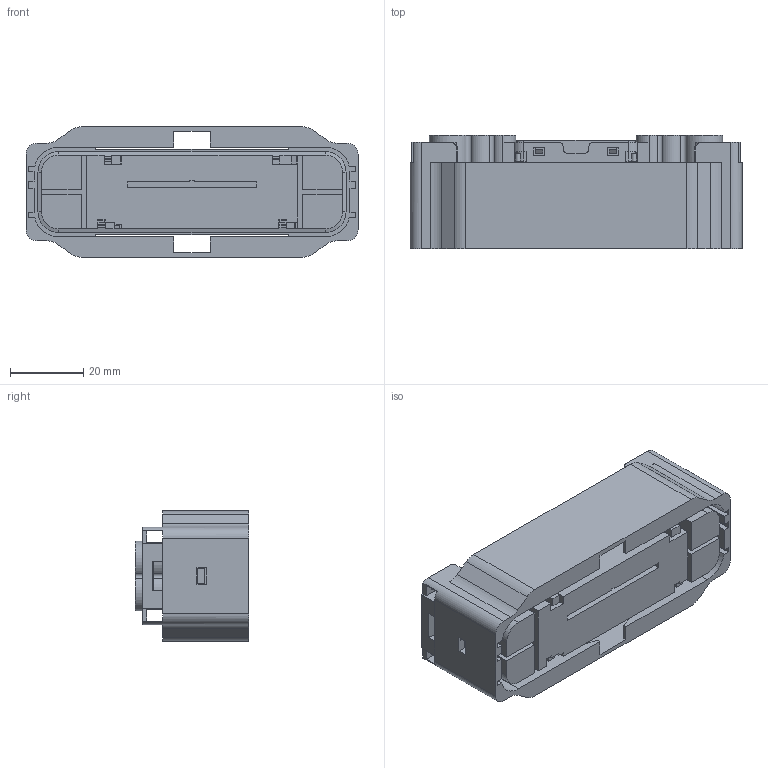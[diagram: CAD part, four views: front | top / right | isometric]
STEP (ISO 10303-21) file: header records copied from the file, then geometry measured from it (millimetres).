
FILE_DESCRIPTION(/* description */ (''),/* implementation_level */ '2;1');
FILE_NAME(/* name */ '35374918-ENV10_01-CONN.stp',/* time_stamp */ '2023-07-12T18:47:43+08:00',/* author */ (''),/* organization */ (''),/* preprocessor_version */ 'ST-DEVELOPER v16',/* originating_system */ 'SIEMENS PLM Software NX 11.0',/* authorisation */ '');
FILE_SCHEMA (('AUTOMOTIVE_DESIGN { 1 0 10303 214 3 1 1 1 }'));
Length unit declared in the file: millimetre
Products named in the file (1): 35374918-ENV10_01-CONN
Bounding box: 90.5 x 31 x 35.5 mm (x, y, z)
Volume: 61399 mm3; surface area: 27744 mm2
Topology: 1 solids, 1 shells, 519 faces, 1552 edges, 1013 vertices
Faces by surface type: plane 399, cylinder 112, cone 8
Entity records: 17388 total; most frequent: ORIENTED_EDGE 3104, CARTESIAN_POINT 3085, DIRECTION 2854, EDGE_CURVE 1552, LINE 1290, VECTOR 1290, VERTEX_POINT 1013, AXIS2_PLACEMENT_3D 782
